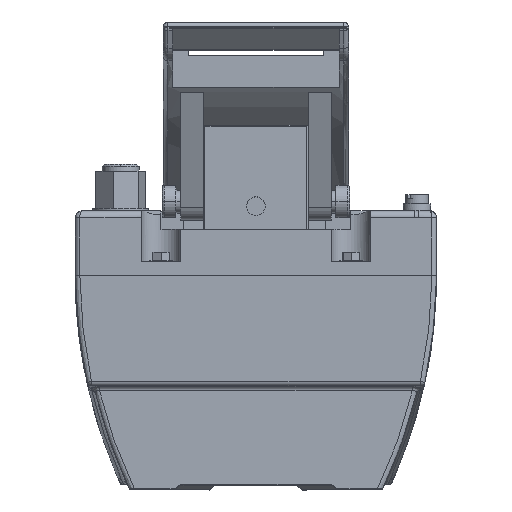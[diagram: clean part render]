
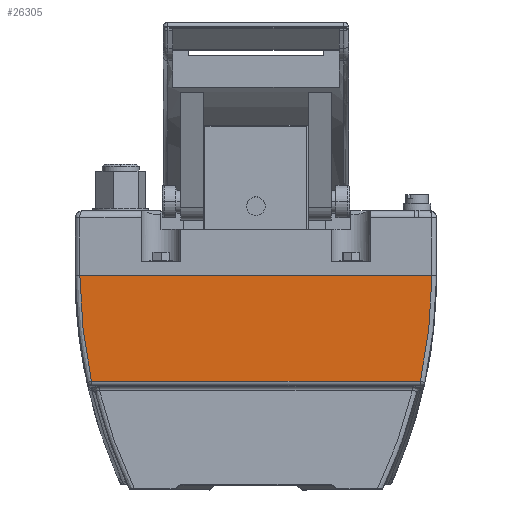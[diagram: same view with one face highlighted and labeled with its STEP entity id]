
A CAD part, top view. The second image highlights one B-rep face of the part: STEP entity #26305.
In plain terms, the highlighted planar face has unit normal (0, 0, 1).
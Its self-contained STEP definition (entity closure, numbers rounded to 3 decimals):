
#1835 = CARTESIAN_POINT ( 'NONE',  ( -76., 0., 0. ) ) ;
#2497 = FACE_OUTER_BOUND ( 'NONE', #15227, .T. ) ;
#3298 = CARTESIAN_POINT ( 'NONE',  ( 73.703, -30.571, 0. ) ) ;
#3331 = DIRECTION ( 'NONE',  ( 1., 0., 0. ) ) ;
#5644 = CARTESIAN_POINT ( 'NONE',  ( 75.462, -15.327, 0. ) ) ;
#6177 = LINE ( 'NONE', #10414, #24258 ) ;
#6323 = VERTEX_POINT ( 'NONE', #13240 ) ;
#6532 = CARTESIAN_POINT ( 'NONE',  ( -74.214, -26.769, 0. ) ) ;
#8000 = CARTESIAN_POINT ( 'NONE',  ( 76., 0., 0. ) ) ;
#8269 = PLANE ( 'NONE',  #15895 ) ;
#8933 = CARTESIAN_POINT ( 'NONE',  ( -72.485, -38.139, 0. ) ) ;
#10274 = VERTEX_POINT ( 'NONE', #29100 ) ;
#10414 = CARTESIAN_POINT ( 'NONE',  ( -72.584, -45.657, 0. ) ) ;
#11139 = DIRECTION ( 'NONE',  ( 0., 0., -1. ) ) ;
#11279 = CARTESIAN_POINT ( 'NONE',  ( -70.971, -45.657, 0. ) ) ;
#12225 = ORIENTED_EDGE ( 'NONE', *, *, #30301, .T. ) ;
#12907 = ORIENTED_EDGE ( 'NONE', *, *, #17637, .T. ) ;
#13016 = B_SPLINE_CURVE_WITH_KNOTS ( 'NONE', 3,
 ( #1835, #18325, #20713, #6532, #23024, #8933, #25382, #11279 ),
 .UNSPECIFIED., .F., .F.,
 ( 4, 2, 2, 4 ),
 ( 0., 0.023, 0.034, 0.046 ),
 .UNSPECIFIED. ) ;
#13240 = CARTESIAN_POINT ( 'NONE',  ( 70.971, -45.657, 0. ) ) ;
#14361 = DIRECTION ( 'NONE',  ( -1., 0., 0. ) ) ;
#14553 = VERTEX_POINT ( 'NONE', #28059 ) ;
#15036 = CARTESIAN_POINT ( 'NONE',  ( 70.971, -45.657, 0. ) ) ;
#15227 = EDGE_LOOP ( 'NONE', ( #12907, #22507, #29113, #12225 ) ) ;
#15895 = AXIS2_PLACEMENT_3D ( 'NONE', #25254, #11139, #27646 ) ;
#15934 = VECTOR ( 'NONE', #14361, 1000. ) ;
#16734 = CARTESIAN_POINT ( 'NONE',  ( -78., 0., 0. ) ) ;
#16890 = EDGE_CURVE ( 'NONE', #14553, #6323, #6177, .T. ) ;
#17416 = CARTESIAN_POINT ( 'NONE',  ( 72.485, -38.139, 0. ) ) ;
#17637 = EDGE_CURVE ( 'NONE', #28421, #14553, #13016, .T. ) ;
#18325 = CARTESIAN_POINT ( 'NONE',  ( -75.908, -7.674, 0. ) ) ;
#19801 = CARTESIAN_POINT ( 'NONE',  ( 74.214, -26.769, 0. ) ) ;
#20713 = CARTESIAN_POINT ( 'NONE',  ( -75.462, -15.327, 0. ) ) ;
#22159 = CARTESIAN_POINT ( 'NONE',  ( 75.908, -7.674, 0. ) ) ;
#22500 = EDGE_CURVE ( 'NONE', #6323, #10274, #22596, .T. ) ;
#22507 = ORIENTED_EDGE ( 'NONE', *, *, #16890, .T. ) ;
#22596 = B_SPLINE_CURVE_WITH_KNOTS ( 'NONE', 3,
 ( #15036, #29150, #17416, #3298, #19801, #5644, #22159, #8000 ),
 .UNSPECIFIED., .F., .F.,
 ( 4, 2, 2, 4 ),
 ( 0.001, 0.013, 0.024, 0.047 ),
 .UNSPECIFIED. ) ;
#22916 = LINE ( 'NONE', #16734, #15934 ) ;
#23024 = CARTESIAN_POINT ( 'NONE',  ( -73.703, -30.571, 0. ) ) ;
#24258 = VECTOR ( 'NONE', #3331, 1000. ) ;
#25254 = CARTESIAN_POINT ( 'NONE',  ( -72.584, -47.644, 0. ) ) ;
#25261 = CARTESIAN_POINT ( 'NONE',  ( -76., 0., 0. ) ) ;
#25382 = CARTESIAN_POINT ( 'NONE',  ( -71.778, -41.906, 0. ) ) ;
#26305 = ADVANCED_FACE ( 'NONE', ( #2497 ), #8269, .F. ) ;
#27646 = DIRECTION ( 'NONE',  ( -1., 0., 0. ) ) ;
#28059 = CARTESIAN_POINT ( 'NONE',  ( -70.971, -45.657, 0. ) ) ;
#28421 = VERTEX_POINT ( 'NONE', #25261 ) ;
#29100 = CARTESIAN_POINT ( 'NONE',  ( 76., 0., 0. ) ) ;
#29113 = ORIENTED_EDGE ( 'NONE', *, *, #22500, .T. ) ;
#29150 = CARTESIAN_POINT ( 'NONE',  ( 71.778, -41.906, 0. ) ) ;
#30301 = EDGE_CURVE ( 'NONE', #10274, #28421, #22916, .T. ) ;
